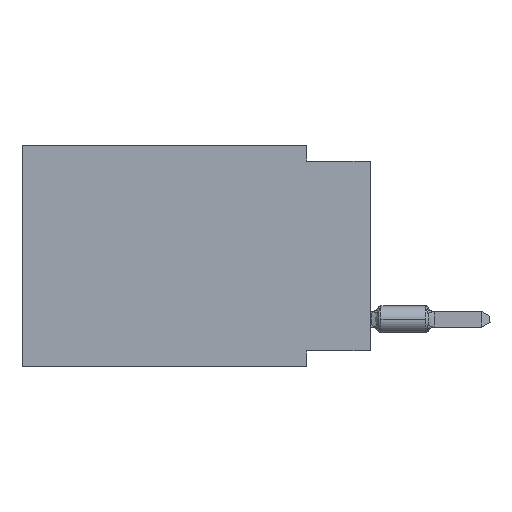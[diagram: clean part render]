
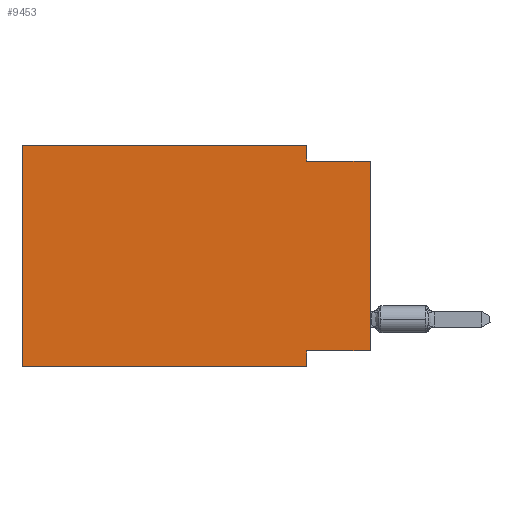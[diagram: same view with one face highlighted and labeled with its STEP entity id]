
A CAD part, left-side view. The second image highlights one B-rep face of the part: STEP entity #9453.
In plain terms, the highlighted planar face has unit normal (-1, 0, 0).
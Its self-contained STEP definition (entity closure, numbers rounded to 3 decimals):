
#272 = VECTOR ( 'NONE', #13303, 1000. ) ;
#623 = VECTOR ( 'NONE', #17269, 1000. ) ;
#1848 = LINE ( 'NONE', #34884, #623 ) ;
#2111 = ORIENTED_EDGE ( 'NONE', *, *, #26060, .T. ) ;
#2750 = VECTOR ( 'NONE', #11611, 1000. ) ;
#3241 = LINE ( 'NONE', #15006, #8751 ) ;
#3400 = CARTESIAN_POINT ( 'NONE',  ( 0., 0., -8.255 ) ) ;
#3960 = CARTESIAN_POINT ( 'NONE',  ( 0., 2.54, -8.89 ) ) ;
#4016 = EDGE_CURVE ( 'NONE', #18883, #22901, #34302, .T. ) ;
#4233 = DIRECTION ( 'NONE',  ( 0., -1., 0. ) ) ;
#4417 = VECTOR ( 'NONE', #19409, 1000. ) ;
#7527 = LINE ( 'NONE', #34359, #272 ) ;
#8751 = VECTOR ( 'NONE', #26775, 1000. ) ;
#9287 = VECTOR ( 'NONE', #4233, 1000. ) ;
#9453 = ADVANCED_FACE ( 'NONE', ( #20955 ), #32208, .F. ) ;
#9545 = EDGE_LOOP ( 'NONE', ( #30076, #30120, #24886, #34740, #22771, #2111, #27378, #35285 ) ) ;
#9633 = EDGE_CURVE ( 'NONE', #24238, #18883, #1848, .T. ) ;
#9734 = VERTEX_POINT ( 'NONE', #3400 ) ;
#10578 = CARTESIAN_POINT ( 'NONE',  ( 0., 13.97, -8.89 ) ) ;
#11488 = EDGE_CURVE ( 'NONE', #34382, #17591, #3241, .T. ) ;
#11535 = CARTESIAN_POINT ( 'NONE',  ( 0., 0., -8.255 ) ) ;
#11611 = DIRECTION ( 'NONE',  ( 0., 0., 1. ) ) ;
#11727 = CARTESIAN_POINT ( 'NONE',  ( 0., 13.97, 0. ) ) ;
#12091 = DIRECTION ( 'NONE',  ( 0., 1., 0. ) ) ;
#13303 = DIRECTION ( 'NONE',  ( 0., -1., 0. ) ) ;
#14296 = VECTOR ( 'NONE', #12091, 1000. ) ;
#15006 = CARTESIAN_POINT ( 'NONE',  ( 0., 2.54, -8.89 ) ) ;
#15008 = DIRECTION ( 'NONE',  ( 1., 0., 0. ) ) ;
#15191 = DIRECTION ( 'NONE',  ( 0., 0., -1. ) ) ;
#15254 = LINE ( 'NONE', #23550, #2750 ) ;
#16064 = CARTESIAN_POINT ( 'NONE',  ( 0., 2.54, -0.635 ) ) ;
#16861 = CARTESIAN_POINT ( 'NONE',  ( 0., 2.54, -8.255 ) ) ;
#17269 = DIRECTION ( 'NONE',  ( 0., 0., -1. ) ) ;
#17591 = VERTEX_POINT ( 'NONE', #3960 ) ;
#18319 = CARTESIAN_POINT ( 'NONE',  ( 0., 13.97, -8.89 ) ) ;
#18883 = VERTEX_POINT ( 'NONE', #16064 ) ;
#19257 = VERTEX_POINT ( 'NONE', #10578 ) ;
#19409 = DIRECTION ( 'NONE',  ( 0., -1., 0. ) ) ;
#19595 = CARTESIAN_POINT ( 'NONE',  ( 0., 0., -0.635 ) ) ;
#19644 = CARTESIAN_POINT ( 'NONE',  ( 0., 0., -0.635 ) ) ;
#20566 = VECTOR ( 'NONE', #21319, 1000. ) ;
#20920 = LINE ( 'NONE', #36028, #20566 ) ;
#20955 = FACE_OUTER_BOUND ( 'NONE', #9545, .T. ) ;
#21319 = DIRECTION ( 'NONE',  ( 0., 0., 1. ) ) ;
#22771 = ORIENTED_EDGE ( 'NONE', *, *, #23859, .F. ) ;
#22901 = VERTEX_POINT ( 'NONE', #19644 ) ;
#23550 = CARTESIAN_POINT ( 'NONE',  ( 0., 13.97, 0. ) ) ;
#23859 = EDGE_CURVE ( 'NONE', #19257, #25056, #15254, .T. ) ;
#24238 = VERTEX_POINT ( 'NONE', #37351 ) ;
#24485 = LINE ( 'NONE', #18319, #9287 ) ;
#24886 = ORIENTED_EDGE ( 'NONE', *, *, #9633, .F. ) ;
#25056 = VERTEX_POINT ( 'NONE', #30491 ) ;
#26060 = EDGE_CURVE ( 'NONE', #19257, #17591, #24485, .T. ) ;
#26775 = DIRECTION ( 'NONE',  ( 0., 0., -1. ) ) ;
#26807 = EDGE_CURVE ( 'NONE', #9734, #22901, #20920, .T. ) ;
#27378 = ORIENTED_EDGE ( 'NONE', *, *, #11488, .F. ) ;
#30076 = ORIENTED_EDGE ( 'NONE', *, *, #26807, .T. ) ;
#30120 = ORIENTED_EDGE ( 'NONE', *, *, #4016, .F. ) ;
#30491 = CARTESIAN_POINT ( 'NONE',  ( 0., 13.97, 0. ) ) ;
#31201 = EDGE_CURVE ( 'NONE', #9734, #34382, #37794, .T. ) ;
#32208 = PLANE ( 'NONE',  #36993 ) ;
#34302 = LINE ( 'NONE', #19595, #4417 ) ;
#34359 = CARTESIAN_POINT ( 'NONE',  ( 0., 13.97, 0. ) ) ;
#34382 = VERTEX_POINT ( 'NONE', #16861 ) ;
#34740 = ORIENTED_EDGE ( 'NONE', *, *, #35788, .F. ) ;
#34884 = CARTESIAN_POINT ( 'NONE',  ( 0., 2.54, 0. ) ) ;
#35285 = ORIENTED_EDGE ( 'NONE', *, *, #31201, .F. ) ;
#35788 = EDGE_CURVE ( 'NONE', #25056, #24238, #7527, .T. ) ;
#36028 = CARTESIAN_POINT ( 'NONE',  ( 0., 0., 0. ) ) ;
#36993 = AXIS2_PLACEMENT_3D ( 'NONE', #11727, #15008, #15191 ) ;
#37351 = CARTESIAN_POINT ( 'NONE',  ( 0., 2.54, 0. ) ) ;
#37794 = LINE ( 'NONE', #11535, #14296 ) ;
